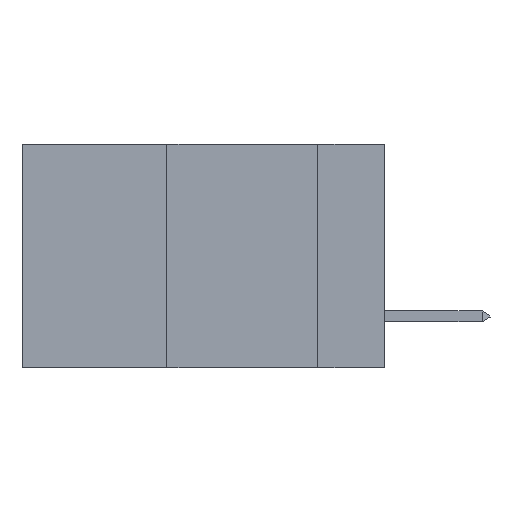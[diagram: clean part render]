
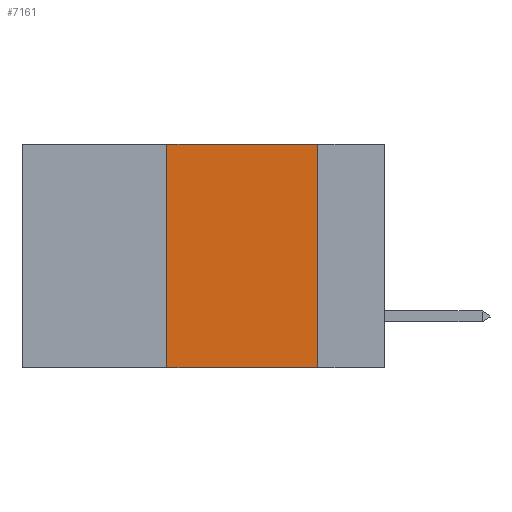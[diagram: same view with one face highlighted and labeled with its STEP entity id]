
A CAD part, left-side view. The second image highlights one B-rep face of the part: STEP entity #7161.
In plain terms, the highlighted planar face has unit normal (-1, 0, 0).
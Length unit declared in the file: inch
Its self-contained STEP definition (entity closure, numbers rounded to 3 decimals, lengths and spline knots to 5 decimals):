
#136 = PLANE ( 'NONE',  #7012 ) ;
#179 = ORIENTED_EDGE ( 'NONE', *, *, #8344, .F. ) ;
#551 = FACE_OUTER_BOUND ( 'NONE', #6966, .T. ) ;
#554 = CARTESIAN_POINT ( 'NONE',  ( 0., 0.11, -0.37 ) ) ;
#680 = CARTESIAN_POINT ( 'NONE',  ( 0., 0.6, -0.37 ) ) ;
#1073 = ORIENTED_EDGE ( 'NONE', *, *, #12783, .T. ) ;
#1150 = LINE ( 'NONE', #12087, #13787 ) ;
#2474 = LINE ( 'NONE', #16177, #16313 ) ;
#3251 = DIRECTION ( 'NONE',  ( 0., -1., 0. ) ) ;
#3719 = VERTEX_POINT ( 'NONE', #5856 ) ;
#3749 = VERTEX_POINT ( 'NONE', #10912 ) ;
#5294 = DIRECTION ( 'NONE',  ( 0., -1., 0. ) ) ;
#5856 = CARTESIAN_POINT ( 'NONE',  ( 0., 0.36, -0.37 ) ) ;
#5942 = DIRECTION ( 'NONE',  ( 0., 0., -1. ) ) ;
#6063 = CARTESIAN_POINT ( 'NONE',  ( 0., 0.11, 0. ) ) ;
#6454 = ORIENTED_EDGE ( 'NONE', *, *, #9958, .F. ) ;
#6521 = VERTEX_POINT ( 'NONE', #6063 ) ;
#6900 = VECTOR ( 'NONE', #5294, 39.37008 ) ;
#6966 = EDGE_LOOP ( 'NONE', ( #8772, #179, #6454, #1073 ) ) ;
#7012 = AXIS2_PLACEMENT_3D ( 'NONE', #12766, #12716, #10305 ) ;
#7161 = ADVANCED_FACE ( 'NONE', ( #551 ), #136, .F. ) ;
#8344 = EDGE_CURVE ( 'NONE', #3749, #6521, #10631, .T. ) ;
#8642 = DIRECTION ( 'NONE',  ( 0., 0., 1. ) ) ;
#8772 = ORIENTED_EDGE ( 'NONE', *, *, #12249, .F. ) ;
#9100 = CARTESIAN_POINT ( 'NONE',  ( 0., 0.6, 0. ) ) ;
#9840 = VERTEX_POINT ( 'NONE', #554 ) ;
#9958 = EDGE_CURVE ( 'NONE', #3719, #3749, #2474, .T. ) ;
#10305 = DIRECTION ( 'NONE',  ( 0., 0., -1. ) ) ;
#10631 = LINE ( 'NONE', #9100, #6900 ) ;
#10912 = CARTESIAN_POINT ( 'NONE',  ( 0., 0.36, 0. ) ) ;
#12087 = CARTESIAN_POINT ( 'NONE',  ( 0., 0.11, 0. ) ) ;
#12249 = EDGE_CURVE ( 'NONE', #6521, #9840, #1150, .T. ) ;
#12716 = DIRECTION ( 'NONE',  ( 1., 0., 0. ) ) ;
#12766 = CARTESIAN_POINT ( 'NONE',  ( 0., 0.6, 0. ) ) ;
#12783 = EDGE_CURVE ( 'NONE', #3719, #9840, #15176, .T. ) ;
#13787 = VECTOR ( 'NONE', #5942, 39.37008 ) ;
#14381 = VECTOR ( 'NONE', #3251, 39.37008 ) ;
#15176 = LINE ( 'NONE', #680, #14381 ) ;
#16177 = CARTESIAN_POINT ( 'NONE',  ( 0., 0.36, 0. ) ) ;
#16313 = VECTOR ( 'NONE', #8642, 39.37008 ) ;
